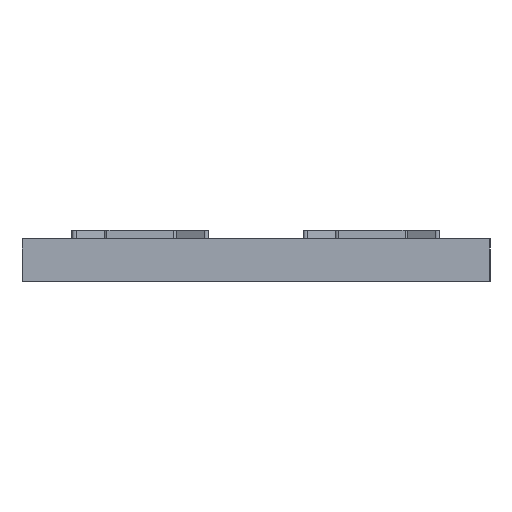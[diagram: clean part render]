
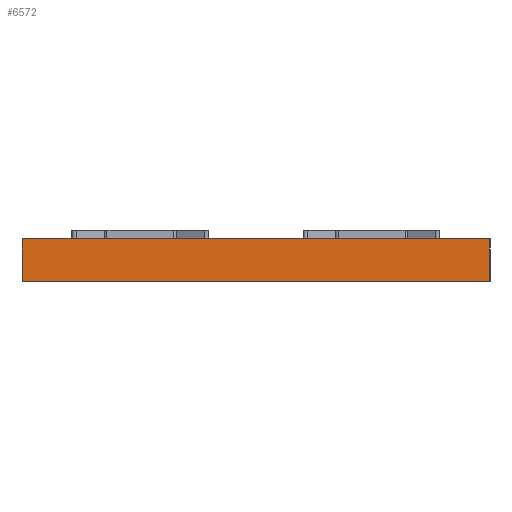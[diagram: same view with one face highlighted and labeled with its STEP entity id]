
A CAD part, front view. The second image highlights one B-rep face of the part: STEP entity #6572.
In plain terms, the highlighted planar face has unit normal (0, -1, 0).
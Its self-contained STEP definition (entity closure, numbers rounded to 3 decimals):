
#420=FACE_OUTER_BOUND('',#786,.T.);
#786=EDGE_LOOP('',(#5430,#5431,#5432,#5433));
#1066=LINE('',#9254,#1906);
#1398=LINE('',#10026,#2238);
#1400=LINE('',#10029,#2240);
#1474=LINE('',#10198,#2314);
#1906=VECTOR('',#7419,10.);
#2238=VECTOR('',#8041,10.);
#2240=VECTOR('',#8045,10.);
#2314=VECTOR('',#8225,10.);
#2724=VERTEX_POINT('',#9251);
#2725=VERTEX_POINT('',#9253);
#3019=VERTEX_POINT('',#10023);
#3020=VERTEX_POINT('',#10025);
#3378=EDGE_CURVE('',#2724,#2725,#1066,.T.);
#3773=EDGE_CURVE('',#3019,#3020,#1398,.T.);
#3775=EDGE_CURVE('',#2725,#3019,#1400,.T.);
#3858=EDGE_CURVE('',#2724,#3020,#1474,.T.);
#5430=ORIENTED_EDGE('',*,*,#3773,.F.);
#5431=ORIENTED_EDGE('',*,*,#3775,.F.);
#5432=ORIENTED_EDGE('',*,*,#3378,.F.);
#5433=ORIENTED_EDGE('',*,*,#3858,.T.);
#6257=PLANE('',#7022);
#6572=ADVANCED_FACE('',(#420),#6257,.T.);
#7022=AXIS2_PLACEMENT_3D('',#10364,#8401,#8402);
#7419=DIRECTION('',(1.,0.,0.));
#8041=DIRECTION('',(-1.,0.,0.));
#8045=DIRECTION('',(0.,0.,-1.));
#8225=DIRECTION('',(0.,0.,-1.));
#8401=DIRECTION('center_axis',(0.,-1.,0.));
#8402=DIRECTION('ref_axis',(1.,0.,0.));
#9251=CARTESIAN_POINT('',(-1201.601,-86.326,8.77));
#9253=CARTESIAN_POINT('',(-1118.61,-86.326,8.77));
#9254=CARTESIAN_POINT('',(-1160.601,-86.326,8.77));
#10023=CARTESIAN_POINT('',(-1118.61,-86.326,1.17));
#10025=CARTESIAN_POINT('',(-1201.601,-86.326,1.17));
#10026=CARTESIAN_POINT('',(-1118.61,-86.326,1.17));
#10029=CARTESIAN_POINT('',(-1118.61,-86.326,3.17));
#10198=CARTESIAN_POINT('',(-1201.601,-86.326,3.17));
#10364=CARTESIAN_POINT('Origin',(-1160.601,-86.326,3.17));
